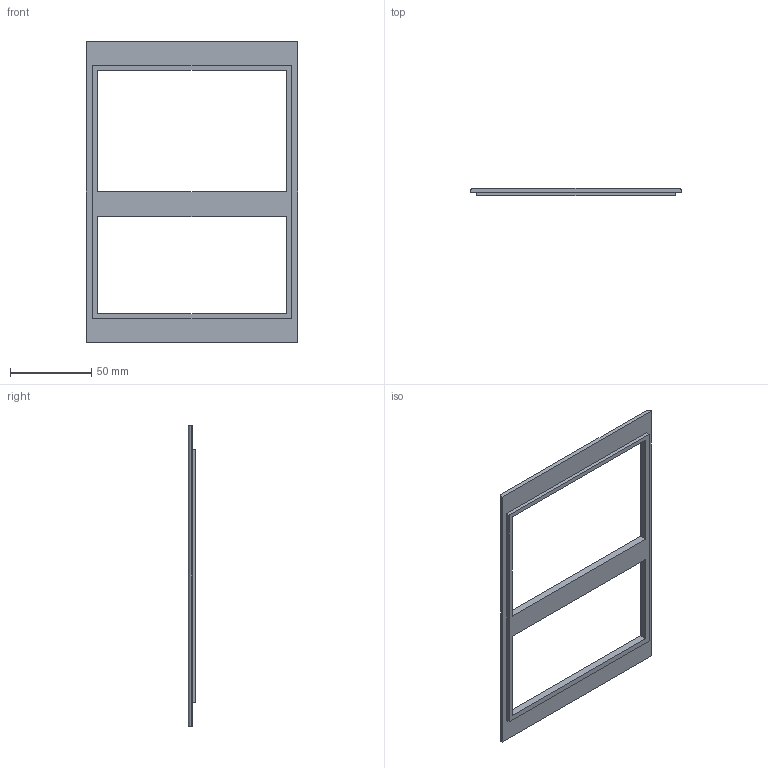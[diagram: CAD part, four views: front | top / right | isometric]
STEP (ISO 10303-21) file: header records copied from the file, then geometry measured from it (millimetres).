
FILE_DESCRIPTION(('CATIA V5 STEP Exchange'),'2;1');
FILE_NAME('1SDH001295R0338_1PA_001_00_XT2_4P_PLUG-IN_MOSTRINA_DIFFERENZI.stp','2014-11-11T15:26:56+00:00',('none'),('none'),'CATIA Version 5 Release 20 SP 1 (IN-10)','CATIA V5 STEP AP214','none');
FILE_SCHEMA(('AUTOMOTIVE_DESIGN { 1 0 10303 214 1 1 1 1 }'));
Length unit declared in the file: millimetre
Products named in the file (1): 1SDH001295R0338_1PA_001_00_XT2_4P_PLUG-IN_MOSTRINA_DIFFERENZI
Bounding box: 130 x 4.5 x 184.8 mm (x, y, z)
Volume: 27545.5 mm3; surface area: 22485.5 mm2
Topology: 1 solids, 1 shells, 21 faces, 54 edges, 36 vertices
Faces by surface type: plane 19, cylinder 2
Entity records: 654 total; most frequent: CARTESIAN_POINT 111, ORIENTED_EDGE 108, DIRECTION 94, EDGE_CURVE 54, VECTOR 50, LINE 50, VERTEX_POINT 36, EDGE_LOOP 26
